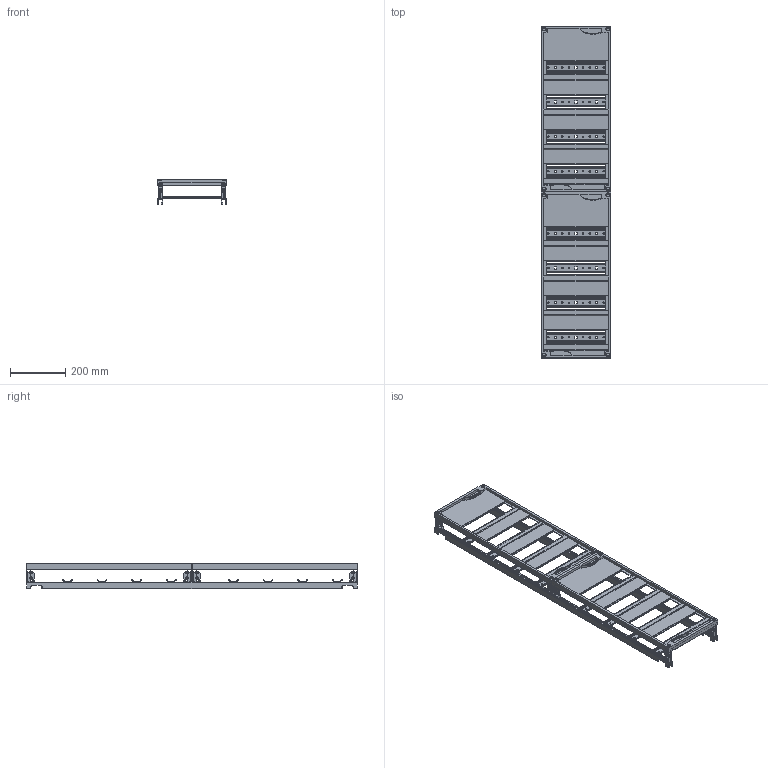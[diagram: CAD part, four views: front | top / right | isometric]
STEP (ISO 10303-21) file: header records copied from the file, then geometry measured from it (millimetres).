
FILE_DESCRIPTION(('STEP AP214'),'1');
FILE_NAME('cctmp_A9FB2EEB-096C-49EC-8AFB-E2E1F0A9E344_2023_07_22_14_54_15_0143..stp','2023-07-22T12:54:19',('SIEMENS A&D'),('CADClick - www.CADClick.com'),'Spatial InterOp 3D postprocessed',' ','unknown authorization');
FILE_SCHEMA(('AUTOMOTIVE_DESIGN'));
Length unit declared in the file: millimetre
Products named in the file (45): cc_unnamed; 2023_07_22_14_54_15_0019; 2023_07_22_14_54_15_0015; 2023_07_22_14_54_15_0011; 2023_07_22_14_54_15_0007; 2023_07_22_14_54_15_0003; 2023_07_22_14_54_14_0999; 2023_07_22_14_54_14_0995; 2023_07_22_14_54_14_0991; 2023_07_22_14_54_14_0988; 2023_07_22_14_54_14_0984; 2023_07_22_14_54_14_0980; 2023_07_22_14_54_14_0976; 2023_07_22_14_54_14_0972; 2023_07_22_14_54_14_0968; 2023_07_22_14_54_14_0964; 2023_07_22_14_54_14_0960; 2023_07_22_14_54_14_0956; 2023_07_22_14_54_14_0952; 2023_07_22_14_54_14_0948; 2023_07_22_14_54_14_0944; 2023_07_22_14_54_14_0940; 2023_07_22_14_54_14_0936; 2023_07_22_14_54_14_0932; 2023_07_22_14_54_14_0928; 2023_07_22_14_54_14_0924; 2023_07_22_14_54_14_0920; 2023_07_22_14_54_14_0916; 2023_07_22_14_54_14_0912; 2023_07_22_14_54_14_0908; 2023_07_22_14_54_14_0904; 2023_07_22_14_54_14_0900; 2023_07_22_14_54_14_0897; 2023_07_22_14_54_14_0893; 2023_07_22_14_54_14_0889; 2023_07_22_14_54_14_0885; 2023_07_22_14_54_14_0881; 2023_07_22_14_54_14_0877; 2023_07_22_14_54_14_0873; 2023_07_22_14_54_14_0869 ...
Assembly tree (44 placements, depth 2):
  cc_unnamed
    2023_07_22_14_54_15_0019
    2023_07_22_14_54_15_0015
    2023_07_22_14_54_15_0011
    2023_07_22_14_54_15_0007
    2023_07_22_14_54_15_0003
    2023_07_22_14_54_14_0999
    2023_07_22_14_54_14_0995
    2023_07_22_14_54_14_0991
    2023_07_22_14_54_14_0988
    2023_07_22_14_54_14_0984
    2023_07_22_14_54_14_0980
    2023_07_22_14_54_14_0976
    2023_07_22_14_54_14_0972
    2023_07_22_14_54_14_0968
    2023_07_22_14_54_14_0964
    2023_07_22_14_54_14_0960
    2023_07_22_14_54_14_0956
    2023_07_22_14_54_14_0952
    2023_07_22_14_54_14_0948
    2023_07_22_14_54_14_0944
    2023_07_22_14_54_14_0940
    2023_07_22_14_54_14_0936
    2023_07_22_14_54_14_0932
    2023_07_22_14_54_14_0928
    2023_07_22_14_54_14_0924
    2023_07_22_14_54_14_0920
    2023_07_22_14_54_14_0916
    2023_07_22_14_54_14_0912
    2023_07_22_14_54_14_0908
    2023_07_22_14_54_14_0904
    2023_07_22_14_54_14_0900
    2023_07_22_14_54_14_0897
    2023_07_22_14_54_14_0893
    2023_07_22_14_54_14_0889
    2023_07_22_14_54_14_0885
    2023_07_22_14_54_14_0881
    2023_07_22_14_54_14_0877
    2023_07_22_14_54_14_0873
    2023_07_22_14_54_14_0869
    2023_07_22_14_54_14_0865
    2023_07_22_14_54_14_0862
    2023_07_22_14_54_14_0858
    2023_07_22_14_54_14_0854
    2023_07_22_14_54_14_0850
Bounding box: 250 x 1200 x 92.8 mm (x, y, z)
Volume: 1238835.2 mm3; surface area: 1216389.3 mm2
Topology: 44 solids, 44 shells, 4390 faces, 12382 edges, 8124 vertices
Faces by surface type: plane 2666, cylinder 1644, sphere 32, torus 32, cone 16
Entity records: 159529 total; most frequent: CARTESIAN_POINT 26551, DIRECTION 25164, ORIENTED_EDGE 24828, EDGE_CURVE 12414, AXIS2_PLACEMENT_3D 8473, LINE 8218, VECTOR 8218, VERTEX_POINT 8156
